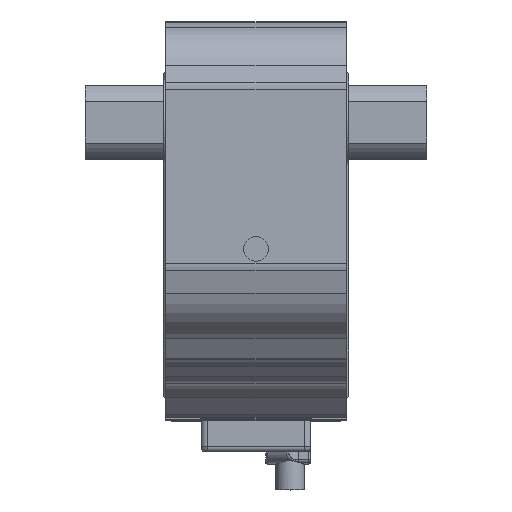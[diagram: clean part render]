
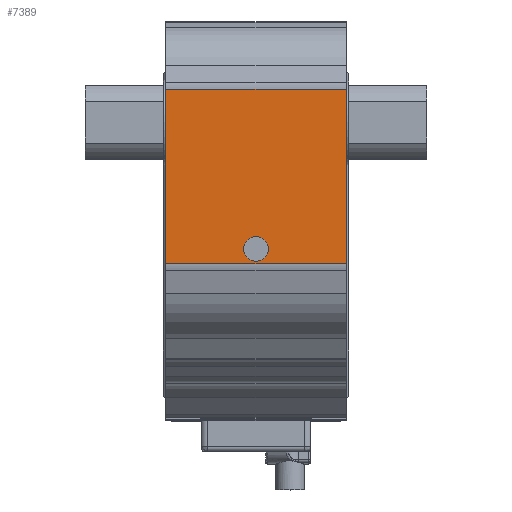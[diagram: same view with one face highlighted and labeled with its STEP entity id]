
A CAD part, top view. The second image highlights one B-rep face of the part: STEP entity #7389.
In plain terms, the highlighted planar face has unit normal (0, 0, 1).
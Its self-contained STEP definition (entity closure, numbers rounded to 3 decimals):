
#159=FACE_BOUND('',#1423,.T.);
#188=CIRCLE('',#7666,5.);
#970=FACE_OUTER_BOUND('',#1422,.T.);
#1422=EDGE_LOOP('',(#6163,#6164,#6165,#6166));
#1423=EDGE_LOOP('',(#6167));
#1938=LINE('',#11913,#2604);
#2002=LINE('',#12106,#2668);
#2061=LINE('',#12241,#2727);
#2062=LINE('',#12243,#2728);
#2604=VECTOR('',#9625,10.);
#2668=VECTOR('',#9811,10.);
#2727=VECTOR('',#9962,10.);
#2728=VECTOR('',#9965,10.);
#2969=VERTEX_POINT('',#10844);
#3344=VERTEX_POINT('',#11910);
#3345=VERTEX_POINT('',#11912);
#3412=VERTEX_POINT('',#12103);
#3413=VERTEX_POINT('',#12105);
#3712=EDGE_CURVE('',#2969,#2969,#188,.T.);
#4227=EDGE_CURVE('',#3344,#3345,#1938,.T.);
#4323=EDGE_CURVE('',#3412,#3413,#2002,.T.);
#4391=EDGE_CURVE('',#3345,#3412,#2061,.T.);
#4392=EDGE_CURVE('',#3344,#3413,#2062,.T.);
#6163=ORIENTED_EDGE('',*,*,#4391,.F.);
#6164=ORIENTED_EDGE('',*,*,#4227,.F.);
#6165=ORIENTED_EDGE('',*,*,#4392,.T.);
#6166=ORIENTED_EDGE('',*,*,#4323,.F.);
#6167=ORIENTED_EDGE('',*,*,#3712,.T.);
#7048=PLANE('',#8167);
#7389=ADVANCED_FACE('',(#970,#159),#7048,.T.);
#7666=AXIS2_PLACEMENT_3D('',#10846,#8546,#8547);
#8167=AXIS2_PLACEMENT_3D('',#12242,#9963,#9964);
#8546=DIRECTION('center_axis',(0.,0.,-1.));
#8547=DIRECTION('ref_axis',(-1.,0.,0.));
#9625=DIRECTION('',(0.,-1.,0.));
#9811=DIRECTION('',(0.,1.,0.));
#9962=DIRECTION('',(-1.,0.,0.));
#9963=DIRECTION('center_axis',(0.,0.,1.));
#9964=DIRECTION('ref_axis',(0.,-1.,0.));
#9965=DIRECTION('',(-1.,0.,0.));
#10844=CARTESIAN_POINT('',(5.,-52.,84.));
#10846=CARTESIAN_POINT('Origin',(0.,-52.,84.));
#11910=CARTESIAN_POINT('',(37.,13.482,84.));
#11912=CARTESIAN_POINT('',(37.,-58.116,84.));
#11913=CARTESIAN_POINT('',(37.,-58.116,84.));
#12103=CARTESIAN_POINT('',(-37.,-58.116,84.));
#12105=CARTESIAN_POINT('',(-37.,13.482,84.));
#12106=CARTESIAN_POINT('',(-37.,-58.116,84.));
#12241=CARTESIAN_POINT('',(0.,-58.116,84.));
#12242=CARTESIAN_POINT('Origin',(0.,13.482,84.));
#12243=CARTESIAN_POINT('',(0.,13.482,84.));
